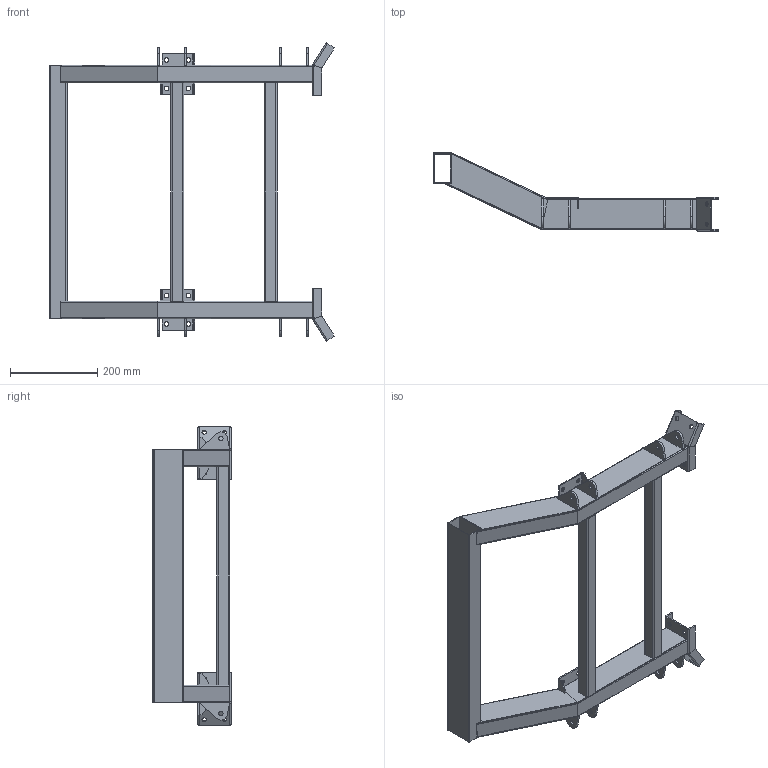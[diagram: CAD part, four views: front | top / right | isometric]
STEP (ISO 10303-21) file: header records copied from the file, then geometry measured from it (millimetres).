
FILE_DESCRIPTION((''),'2;1');
FILE_NAME('SAVANNAH_STEP_ASM','2015-03-16T',('Roberto'),(''),'PRO/ENGINEER BY PARAMETRIC TECHNOLOGY CORPORATION, 2008310','PRO/ENGINEER BY PARAMETRIC TECHNOLOGY CORPORATION, 2008310','');
FILE_SCHEMA(('CONFIG_CONTROL_DESIGN'));
Length unit declared in the file: millimetre
Products named in the file (12): MANIFOLD_SOLID_BREP_527; MANIFOLD_SOLID_BREP_1054; TELAIO_ANT_LONG_13_ASM; TRAVERSO_ANTERIORE_17; LONGH_INCLINATO_17; PRT0001; PTT01S001005A_ASS_ANTERIORE_15; SUPPORTO_TRASVERSALE_MOT_SC_STE; MANIFOLD_SOLID_BREP_7215; MANIFOLD_SOLID_BREP_8882; PTT01S001006A_MENS_DUOMO_ANT_21_ASM; TELAIO_ANTERIORE_ASM_36_ASM
Assembly tree (21 placements, depth 3):
  TELAIO_ANTERIORE_ASM_36_ASM
    TELAIO_ANT_LONG_13_ASM
      MANIFOLD_SOLID_BREP_527
      MANIFOLD_SOLID_BREP_1054
    TRAVERSO_ANTERIORE_17
    LONGH_INCLINATO_17  x2
    PRT0001  x8
    PTT01S001005A_ASS_ANTERIORE_15  x2
    SUPPORTO_TRASVERSALE_MOT_SC_STE  x2
    PTT01S001006A_MENS_DUOMO_ANT_21_ASM
      MANIFOLD_SOLID_BREP_7215
      MANIFOLD_SOLID_BREP_8882
Bounding box: 652.72 x 178.9 x 683.51 mm (x, y, z)
Volume: 1245925.7 mm3; surface area: 1080750 mm2
Topology: 19 solids, 19 shells, 437 faces, 1115 edges, 714 vertices
Faces by surface type: plane 272, cylinder 153, bspline 12
Entity records: 9100 total; most frequent: CARTESIAN_POINT 2019, DIRECTION 1461, ORIENTED_EDGE 1402, EDGE_CURVE 701, VECTOR 491, LINE 491, AXIS2_PLACEMENT_3D 485, VERTEX_POINT 444
